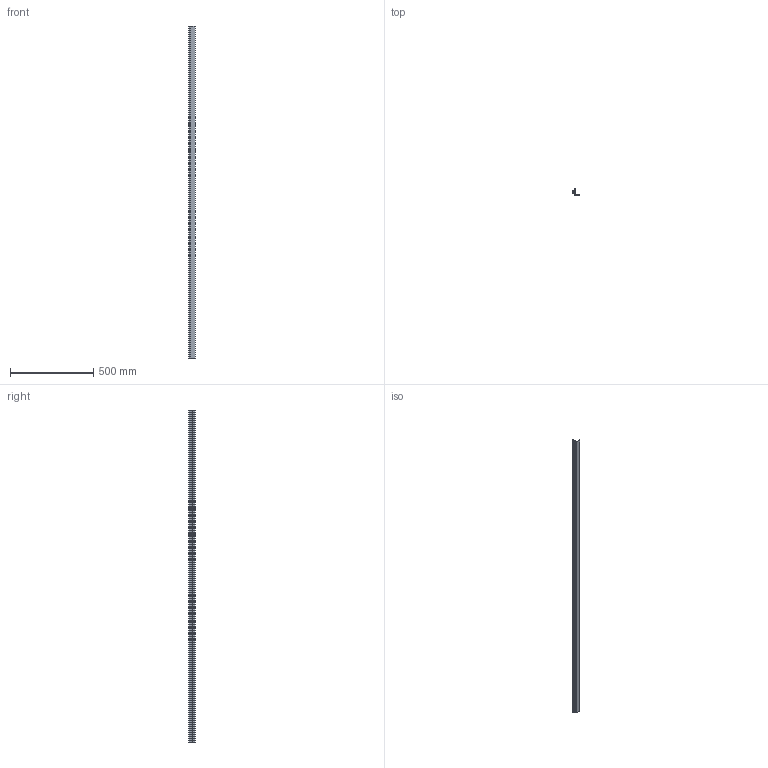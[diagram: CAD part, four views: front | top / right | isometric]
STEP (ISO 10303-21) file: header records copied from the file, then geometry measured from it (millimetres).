
FILE_DESCRIPTION (( 'STEP AP214' ), '1' );
FILE_NAME ('40-6 Black Snap-In Flange - 2000mm(40ASC-1411-002-00).STEP', '2025-04-17T16:33:09', ( '' ), ( '' ), 'SwSTEP 2.0', 'SolidWorks 2020', '' );
FILE_SCHEMA (( 'AUTOMOTIVE_DESIGN' ));
Length unit declared in the file: millimetre
Products named in the file (1): 40-6 Black Snap-In Flange - 2000mm(40ASC-1411-002-00)
Bounding box: 39.73 x 38.1 x 2000 mm (x, y, z)
Volume: 260797.2 mm3; surface area: 384405 mm2
Topology: 1 solids, 1 shells, 55 faces, 159 edges, 106 vertices
Faces by surface type: plane 39, cylinder 16
Entity records: 1839 total; most frequent: CARTESIAN_POINT 321, ORIENTED_EDGE 318, DIRECTION 303, EDGE_CURVE 159, VECTOR 127, LINE 127, VERTEX_POINT 106, AXIS2_PLACEMENT_3D 88
